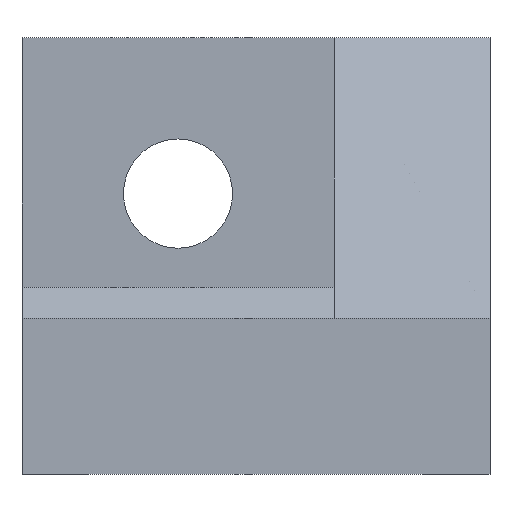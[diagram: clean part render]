
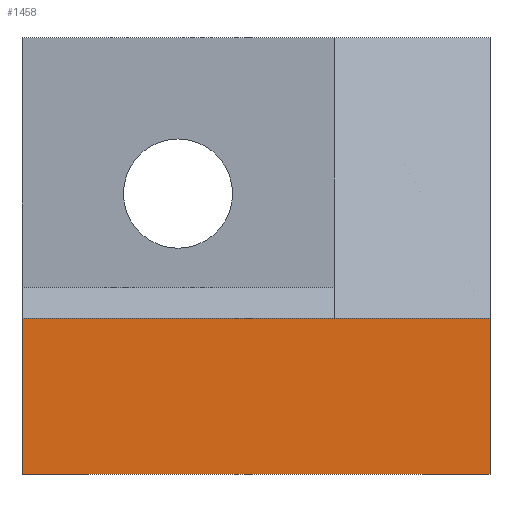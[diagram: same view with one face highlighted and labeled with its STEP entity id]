
A CAD part, front view. The second image highlights one B-rep face of the part: STEP entity #1458.
In plain terms, the highlighted planar face has unit normal (0, -1, 0).
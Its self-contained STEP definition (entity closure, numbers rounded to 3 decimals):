
#365 = PLANE('',#366);
#366 = AXIS2_PLACEMENT_3D('',#367,#368,#369);
#367 = CARTESIAN_POINT('',(40.,-23.65,176.));
#368 = DIRECTION('',(0.,0.,-1.));
#369 = DIRECTION('',(0.,1.,0.));
#414 = PLANE('',#415);
#415 = AXIS2_PLACEMENT_3D('',#416,#417,#418);
#416 = CARTESIAN_POINT('',(40.,1.35,171.));
#417 = DIRECTION('',(0.,0.,1.));
#418 = DIRECTION('',(0.,-1.,0.));
#895 = VERTEX_POINT('',#896);
#896 = CARTESIAN_POINT('',(25.,-23.65,171.));
#910 = PLANE('',#911);
#911 = AXIS2_PLACEMENT_3D('',#912,#913,#914);
#912 = CARTESIAN_POINT('',(25.,6.35,171.));
#913 = DIRECTION('',(-1.,0.,0.));
#914 = DIRECTION('',(0.,0.,1.));
#922 = EDGE_CURVE('',#923,#895,#925,.T.);
#923 = VERTEX_POINT('',#924);
#924 = CARTESIAN_POINT('',(40.,-23.65,171.));
#925 = SURFACE_CURVE('',#926,(#930,#937),.PCURVE_S1.);
#926 = LINE('',#927,#928);
#927 = CARTESIAN_POINT('',(40.,-23.65,171.));
#928 = VECTOR('',#929,1.);
#929 = DIRECTION('',(-1.,0.,0.));
#930 = PCURVE('',#414,#931);
#931 = DEFINITIONAL_REPRESENTATION('',(#932),#936);
#932 = LINE('',#933,#934);
#933 = CARTESIAN_POINT('',(25.,0.));
#934 = VECTOR('',#935,1.);
#935 = DIRECTION('',(0.,-1.));
#936 = ( GEOMETRIC_REPRESENTATION_CONTEXT(2) 
PARAMETRIC_REPRESENTATION_CONTEXT() REPRESENTATION_CONTEXT('2D SPACE',''
  ) );
#937 = PCURVE('',#938,#943);
#938 = PLANE('',#939);
#939 = AXIS2_PLACEMENT_3D('',#940,#941,#942);
#940 = CARTESIAN_POINT('',(40.,-23.65,171.));
#941 = DIRECTION('',(0.,1.,0.));
#942 = DIRECTION('',(0.,0.,1.));
#943 = DEFINITIONAL_REPRESENTATION('',(#944),#948);
#944 = LINE('',#945,#946);
#945 = CARTESIAN_POINT('',(0.,0.));
#946 = VECTOR('',#947,1.);
#947 = DIRECTION('',(0.,-1.));
#948 = ( GEOMETRIC_REPRESENTATION_CONTEXT(2) 
PARAMETRIC_REPRESENTATION_CONTEXT() REPRESENTATION_CONTEXT('2D SPACE',''
  ) );
#966 = PLANE('',#967);
#967 = AXIS2_PLACEMENT_3D('',#968,#969,#970);
#968 = CARTESIAN_POINT('',(40.,-11.15,173.5));
#969 = DIRECTION('',(1.,0.,0.));
#970 = DIRECTION('',(0.,0.,1.));
#1130 = VERTEX_POINT('',#1131);
#1131 = CARTESIAN_POINT('',(40.,-23.65,176.));
#1152 = EDGE_CURVE('',#1130,#1153,#1155,.T.);
#1153 = VERTEX_POINT('',#1154);
#1154 = CARTESIAN_POINT('',(25.,-23.65,176.));
#1155 = SURFACE_CURVE('',#1156,(#1160,#1167),.PCURVE_S1.);
#1156 = LINE('',#1157,#1158);
#1157 = CARTESIAN_POINT('',(40.,-23.65,176.));
#1158 = VECTOR('',#1159,1.);
#1159 = DIRECTION('',(-1.,0.,0.));
#1160 = PCURVE('',#365,#1161);
#1161 = DEFINITIONAL_REPRESENTATION('',(#1162),#1166);
#1162 = LINE('',#1163,#1164);
#1163 = CARTESIAN_POINT('',(0.,0.));
#1164 = VECTOR('',#1165,1.);
#1165 = DIRECTION('',(0.,-1.));
#1166 = ( GEOMETRIC_REPRESENTATION_CONTEXT(2) 
PARAMETRIC_REPRESENTATION_CONTEXT() REPRESENTATION_CONTEXT('2D SPACE',''
  ) );
#1167 = PCURVE('',#938,#1168);
#1168 = DEFINITIONAL_REPRESENTATION('',(#1169),#1173);
#1169 = LINE('',#1170,#1171);
#1170 = CARTESIAN_POINT('',(5.,0.));
#1171 = VECTOR('',#1172,1.);
#1172 = DIRECTION('',(0.,-1.));
#1173 = ( GEOMETRIC_REPRESENTATION_CONTEXT(2) 
PARAMETRIC_REPRESENTATION_CONTEXT() REPRESENTATION_CONTEXT('2D SPACE',''
  ) );
#1438 = EDGE_CURVE('',#923,#1130,#1439,.T.);
#1439 = SURFACE_CURVE('',#1440,(#1444,#1451),.PCURVE_S1.);
#1440 = LINE('',#1441,#1442);
#1441 = CARTESIAN_POINT('',(40.,-23.65,171.));
#1442 = VECTOR('',#1443,1.);
#1443 = DIRECTION('',(0.,0.,1.));
#1444 = PCURVE('',#966,#1445);
#1445 = DEFINITIONAL_REPRESENTATION('',(#1446),#1450);
#1446 = LINE('',#1447,#1448);
#1447 = CARTESIAN_POINT('',(-2.5,12.5));
#1448 = VECTOR('',#1449,1.);
#1449 = DIRECTION('',(1.,0.));
#1450 = ( GEOMETRIC_REPRESENTATION_CONTEXT(2) 
PARAMETRIC_REPRESENTATION_CONTEXT() REPRESENTATION_CONTEXT('2D SPACE',''
  ) );
#1451 = PCURVE('',#938,#1452);
#1452 = DEFINITIONAL_REPRESENTATION('',(#1453),#1457);
#1453 = LINE('',#1454,#1455);
#1454 = CARTESIAN_POINT('',(0.,0.));
#1455 = VECTOR('',#1456,1.);
#1456 = DIRECTION('',(1.,0.));
#1457 = ( GEOMETRIC_REPRESENTATION_CONTEXT(2) 
PARAMETRIC_REPRESENTATION_CONTEXT() REPRESENTATION_CONTEXT('2D SPACE',''
  ) );
#1458 = ADVANCED_FACE('',(#1459),#938,.F.);
#1459 = FACE_BOUND('',#1460,.F.);
#1460 = EDGE_LOOP('',(#1461,#1462,#1463,#1484));
#1461 = ORIENTED_EDGE('',*,*,#1438,.F.);
#1462 = ORIENTED_EDGE('',*,*,#922,.T.);
#1463 = ORIENTED_EDGE('',*,*,#1464,.T.);
#1464 = EDGE_CURVE('',#895,#1153,#1465,.T.);
#1465 = SURFACE_CURVE('',#1466,(#1470,#1477),.PCURVE_S1.);
#1466 = LINE('',#1467,#1468);
#1467 = CARTESIAN_POINT('',(25.,-23.65,171.));
#1468 = VECTOR('',#1469,1.);
#1469 = DIRECTION('',(0.,0.,1.));
#1470 = PCURVE('',#938,#1471);
#1471 = DEFINITIONAL_REPRESENTATION('',(#1472),#1476);
#1472 = LINE('',#1473,#1474);
#1473 = CARTESIAN_POINT('',(0.,-15.));
#1474 = VECTOR('',#1475,1.);
#1475 = DIRECTION('',(1.,0.));
#1476 = ( GEOMETRIC_REPRESENTATION_CONTEXT(2) 
PARAMETRIC_REPRESENTATION_CONTEXT() REPRESENTATION_CONTEXT('2D SPACE',''
  ) );
#1477 = PCURVE('',#910,#1478);
#1478 = DEFINITIONAL_REPRESENTATION('',(#1479),#1483);
#1479 = LINE('',#1480,#1481);
#1480 = CARTESIAN_POINT('',(0.,-30.));
#1481 = VECTOR('',#1482,1.);
#1482 = DIRECTION('',(1.,0.));
#1483 = ( GEOMETRIC_REPRESENTATION_CONTEXT(2) 
PARAMETRIC_REPRESENTATION_CONTEXT() REPRESENTATION_CONTEXT('2D SPACE',''
  ) );
#1484 = ORIENTED_EDGE('',*,*,#1152,.F.);
